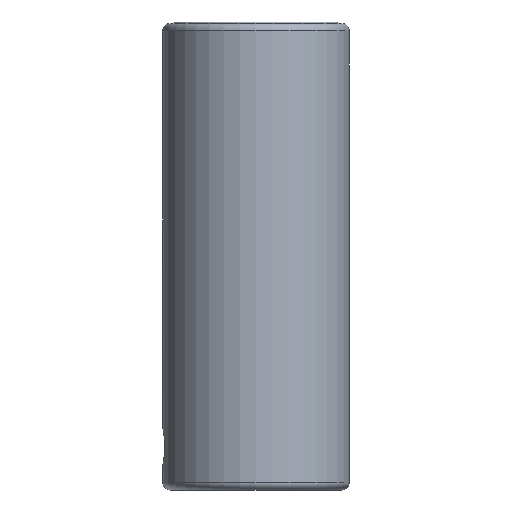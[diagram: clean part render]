
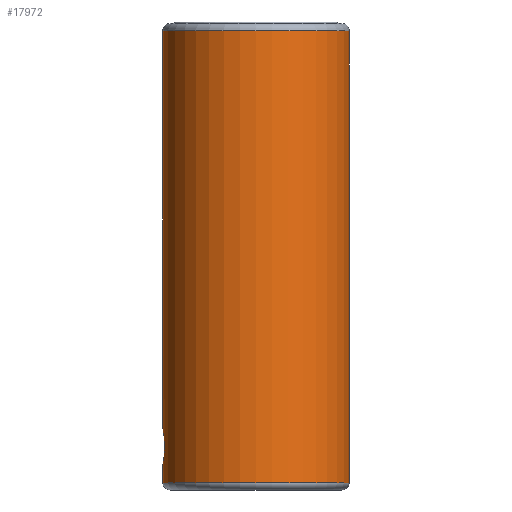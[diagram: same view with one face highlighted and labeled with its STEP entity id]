
A CAD part, left-side view. The second image highlights one B-rep face of the part: STEP entity #17972.
In plain terms, the highlighted cylindrical face has radius 12.5 mm (diameter 25 mm), a partial arc.
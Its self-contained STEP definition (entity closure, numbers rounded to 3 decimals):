
#17554=CARTESIAN_POINT('',(0.,0.,-61.5));
#17555=DIRECTION('',(0.,0.,1.));
#17556=DIRECTION('',(0.,-1.,0.));
#17557=AXIS2_PLACEMENT_3D('',#17554,#17555,#17556);
#17562=CARTESIAN_POINT('',(0.,0.,-1.));
#17563=DIRECTION('',(0.,0.,1.));
#17564=DIRECTION('',(0.,-1.,0.));
#17565=AXIS2_PLACEMENT_3D('',#17562,#17563,#17564);
#17570=CARTESIAN_POINT('',(0.,12.5,-8.3));
#17571=CARTESIAN_POINT('',(0.199,12.5,-8.3));
#17572=CARTESIAN_POINT('',(0.589,12.491,
-8.255));
#17573=CARTESIAN_POINT('',(1.173,12.449,
-8.037));
#17574=CARTESIAN_POINT('',(1.672,12.39,
-7.69));
#17575=CARTESIAN_POINT('',(2.071,12.329,
-7.244));
#17576=CARTESIAN_POINT('',(2.363,12.275,
-6.692));
#17577=CARTESIAN_POINT('',(2.506,12.246,
-6.093));
#17578=CARTESIAN_POINT('',(2.507,12.246,
-5.509));
#17579=CARTESIAN_POINT('',(2.364,12.275,
-4.909));
#17580=CARTESIAN_POINT('',(2.072,12.329,
-4.358));
#17581=CARTESIAN_POINT('',(1.675,12.39,
-3.913));
#17582=CARTESIAN_POINT('',(1.174,12.449,
-3.564));
#17583=CARTESIAN_POINT('',(0.589,12.491,
-3.345));
#17584=CARTESIAN_POINT('',(0.199,12.5,-3.3));
#17585=CARTESIAN_POINT('',(0.,12.5,-3.3));
#17614=DIRECTION('',(0.,0.,1.));
#17615=VECTOR('',#17614,53.2);
#17616=CARTESIAN_POINT('',(0.,12.5,-61.5));
#17617=LINE('',#17616,#17615);
#17641=DIRECTION('',(0.,0.,1.));
#17642=VECTOR('',#17641,2.3);
#17643=CARTESIAN_POINT('',(0.,12.5,-3.3));
#17644=LINE('',#17643,#17642);
#17656=DIRECTION('',(0.,0.,1.));
#17657=VECTOR('',#17656,60.5);
#17658=CARTESIAN_POINT('',(0.,-12.5,-61.5));
#17659=LINE('',#17658,#17657);
#17872=VERTEX_POINT('',#17570);
#17873=VERTEX_POINT('',#17585);
#17888=CARTESIAN_POINT('',(0.,-12.5,-1.));
#17889=CARTESIAN_POINT('',(0.,12.5,-1.));
#17890=VERTEX_POINT('',#17888);
#17891=VERTEX_POINT('',#17889);
#17892=CARTESIAN_POINT('',(0.,-12.5,-61.5));
#17893=CARTESIAN_POINT('',(0.,12.5,-61.5));
#17894=VERTEX_POINT('',#17892);
#17895=VERTEX_POINT('',#17893);
#17954=CARTESIAN_POINT('',(0.,0.,3.125));
#17955=DIRECTION('',(0.,0.,-1.));
#17956=DIRECTION('',(0.,-1.,0.));
#17957=AXIS2_PLACEMENT_3D('',#17954,#17955,#17956);
#17958=CYLINDRICAL_SURFACE('',#17957,12.5);
#17960=ORIENTED_EDGE('',*,*,#17959,.F.);
#17962=ORIENTED_EDGE('',*,*,#17961,.T.);
#17964=ORIENTED_EDGE('',*,*,#17963,.T.);
#17966=ORIENTED_EDGE('',*,*,#17965,.F.);
#17967=ORIENTED_EDGE('',*,*,#17940,.F.);
#17969=ORIENTED_EDGE('',*,*,#17968,.F.);
#17970=EDGE_LOOP('',(#17960,#17962,#17964,#17966,#17967,#17969));
#17971=FACE_OUTER_BOUND('',#17970,.F.);
#17972=ADVANCED_FACE('',(#17971),#17958,.T.);
#17558=CIRCLE('',#17557,12.5);
#17566=CIRCLE('',#17565,12.5);
#17586=B_SPLINE_CURVE_WITH_KNOTS('',3,(#17570,#17571,#17572,#17573,#17574,
#17575,#17576,#17577,#17578,#17579,#17580,#17581,#17582,#17583,#17584,#17585),
.UNSPECIFIED.,.F.,.F.,(4,1,1,1,1,1,1,1,1,1,1,1,1,4),(0.,0.077,
0.154,0.231,0.308,0.385,
0.462,0.538,0.615,0.692,
0.769,0.846,0.923,1.),.UNSPECIFIED.);
#17940=EDGE_CURVE('',#17872,#17873,#17586,.T.);
#17959=EDGE_CURVE('',#17894,#17895,#17558,.T.);
#17961=EDGE_CURVE('',#17894,#17890,#17659,.T.);
#17963=EDGE_CURVE('',#17890,#17891,#17566,.T.);
#17965=EDGE_CURVE('',#17873,#17891,#17644,.T.);
#17968=EDGE_CURVE('',#17895,#17872,#17617,.T.);
